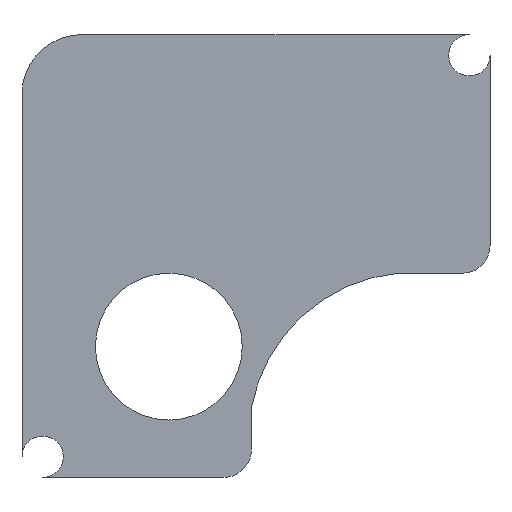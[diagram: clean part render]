
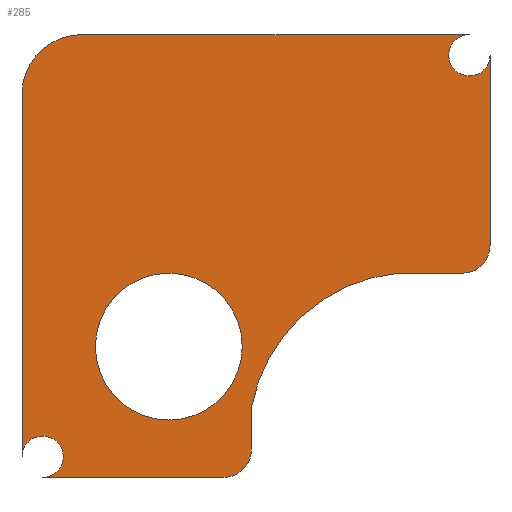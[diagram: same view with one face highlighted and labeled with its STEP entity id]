
A CAD part, front view. The second image highlights one B-rep face of the part: STEP entity #285.
In plain terms, the highlighted planar face has unit normal (0, -1, 0).
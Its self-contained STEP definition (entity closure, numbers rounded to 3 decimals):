
#16=FACE_BOUND('',#56,.T.);
#24=PLANE('',#334);
#39=FACE_OUTER_BOUND('',#55,.T.);
#55=EDGE_LOOP('',(#251,#252,#253,#254,#255,#256,#257,#258,#259,#260,#261,
#262));
#56=EDGE_LOOP('',(#263));
#61=LINE('',#435,#86);
#69=LINE('',#466,#94);
#72=LINE('',#474,#97);
#75=LINE('',#482,#100);
#78=LINE('',#490,#103);
#81=LINE('',#497,#106);
#86=VECTOR('',#349,10.);
#94=VECTOR('',#377,10.);
#97=VECTOR('',#386,10.);
#100=VECTOR('',#395,10.);
#103=VECTOR('',#404,10.);
#106=VECTOR('',#413,10.);
#107=CIRCLE('',#307,3.);
#115=CIRCLE('',#318,3.);
#116=CIRCLE('',#321,8.);
#117=CIRCLE('',#324,2.25);
#118=CIRCLE('',#327,6.5);
#119=CIRCLE('',#330,2.25);
#120=CIRCLE('',#333,18.);
#121=VERTEX_POINT('',#422);
#122=VERTEX_POINT('',#423);
#126=VERTEX_POINT('',#433);
#137=VERTEX_POINT('',#459);
#138=VERTEX_POINT('',#460);
#139=VERTEX_POINT('',#465);
#140=VERTEX_POINT('',#469);
#141=VERTEX_POINT('',#473);
#142=VERTEX_POINT('',#477);
#143=VERTEX_POINT('',#481);
#144=VERTEX_POINT('',#485);
#145=VERTEX_POINT('',#489);
#146=VERTEX_POINT('',#493);
#147=EDGE_CURVE('',#121,#122,#107,.T.);
#153=EDGE_CURVE('',#121,#126,#61,.T.);
#165=EDGE_CURVE('',#137,#138,#115,.T.);
#168=EDGE_CURVE('',#139,#138,#69,.T.);
#170=EDGE_CURVE('',#140,#140,#116,.T.);
#172=EDGE_CURVE('',#141,#122,#72,.T.);
#174=EDGE_CURVE('',#142,#141,#117,.T.);
#176=EDGE_CURVE('',#143,#142,#75,.T.);
#178=EDGE_CURVE('',#144,#143,#118,.T.);
#180=EDGE_CURVE('',#145,#144,#78,.T.);
#182=EDGE_CURVE('',#146,#145,#119,.T.);
#184=EDGE_CURVE('',#137,#146,#81,.T.);
#185=EDGE_CURVE('',#126,#139,#120,.T.);
#251=ORIENTED_EDGE('',*,*,#147,.F.);
#252=ORIENTED_EDGE('',*,*,#153,.T.);
#253=ORIENTED_EDGE('',*,*,#185,.T.);
#254=ORIENTED_EDGE('',*,*,#168,.T.);
#255=ORIENTED_EDGE('',*,*,#165,.F.);
#256=ORIENTED_EDGE('',*,*,#184,.T.);
#257=ORIENTED_EDGE('',*,*,#182,.T.);
#258=ORIENTED_EDGE('',*,*,#180,.T.);
#259=ORIENTED_EDGE('',*,*,#178,.T.);
#260=ORIENTED_EDGE('',*,*,#176,.T.);
#261=ORIENTED_EDGE('',*,*,#174,.T.);
#262=ORIENTED_EDGE('',*,*,#172,.T.);
#263=ORIENTED_EDGE('',*,*,#170,.T.);
#285=ADVANCED_FACE('',(#39,#16),#24,.T.);
#307=AXIS2_PLACEMENT_3D('',#424,#339,#340);
#318=AXIS2_PLACEMENT_3D('',#461,#371,#372);
#321=AXIS2_PLACEMENT_3D('',#470,#381,#382);
#324=AXIS2_PLACEMENT_3D('',#478,#390,#391);
#327=AXIS2_PLACEMENT_3D('',#486,#399,#400);
#330=AXIS2_PLACEMENT_3D('',#494,#408,#409);
#333=AXIS2_PLACEMENT_3D('',#499,#416,#417);
#334=AXIS2_PLACEMENT_3D('',#500,#418,#419);
#339=DIRECTION('center_axis',(0.,1.,0.));
#340=DIRECTION('ref_axis',(0.707,0.,-0.707));
#349=DIRECTION('',(0.,0.,1.));
#371=DIRECTION('center_axis',(0.,1.,0.));
#372=DIRECTION('ref_axis',(0.707,0.,-0.707));
#377=DIRECTION('',(1.,0.,0.));
#381=DIRECTION('center_axis',(0.,1.,0.));
#382=DIRECTION('ref_axis',(-1.,0.,0.));
#386=DIRECTION('',(1.,0.,0.));
#390=DIRECTION('center_axis',(0.,1.,0.));
#391=DIRECTION('ref_axis',(0.,0.,1.));
#395=DIRECTION('',(0.,0.,-1.));
#399=DIRECTION('center_axis',(0.,-1.,0.));
#400=DIRECTION('ref_axis',(0.,0.,1.));
#404=DIRECTION('',(-1.,0.,0.));
#408=DIRECTION('center_axis',(0.,1.,0.));
#409=DIRECTION('ref_axis',(0.,0.,-1.));
#413=DIRECTION('',(0.,0.,1.));
#416=DIRECTION('center_axis',(0.,1.,0.));
#417=DIRECTION('ref_axis',(0.094,0.,-0.996));
#418=DIRECTION('center_axis',(0.,-1.,0.));
#419=DIRECTION('ref_axis',(0.,0.,-1.));
#422=CARTESIAN_POINT('',(25.,-2.,2.75));
#423=CARTESIAN_POINT('',(22.,-2.,-0.25));
#424=CARTESIAN_POINT('Origin',(22.,-2.,2.75));
#433=CARTESIAN_POINT('',(25.,-2.,7.35));
#435=CARTESIAN_POINT('',(25.,-2.,-0.25));
#459=CARTESIAN_POINT('',(51.,-2.,25.));
#460=CARTESIAN_POINT('',(48.,-2.,22.));
#461=CARTESIAN_POINT('Origin',(48.,-2.,25.));
#465=CARTESIAN_POINT('',(41.,-2.,22.));
#466=CARTESIAN_POINT('',(41.,-2.,22.));
#469=CARTESIAN_POINT('',(24.,-2.,14.));
#470=CARTESIAN_POINT('Origin',(16.,-2.,14.));
#473=CARTESIAN_POINT('',(2.25,-2.,-0.25));
#474=CARTESIAN_POINT('',(2.25,-2.,-0.25));
#477=CARTESIAN_POINT('',(0.,-2.,2.));
#478=CARTESIAN_POINT('Origin',(2.25,-2.,2.));
#481=CARTESIAN_POINT('',(0.,-2.,41.5));
#482=CARTESIAN_POINT('',(0.,-2.,41.5));
#485=CARTESIAN_POINT('',(6.5,-2.,48.));
#486=CARTESIAN_POINT('Origin',(6.5,-2.,41.5));
#489=CARTESIAN_POINT('',(48.75,-2.,48.));
#490=CARTESIAN_POINT('',(48.75,-2.,48.));
#493=CARTESIAN_POINT('',(51.,-2.,45.75));
#494=CARTESIAN_POINT('Origin',(48.75,-2.,45.75));
#497=CARTESIAN_POINT('',(51.,-2.,22.));
#499=CARTESIAN_POINT('Origin',(42.701,-2.,4.081));
#500=CARTESIAN_POINT('Origin',(25.5,-2.,23.875));
